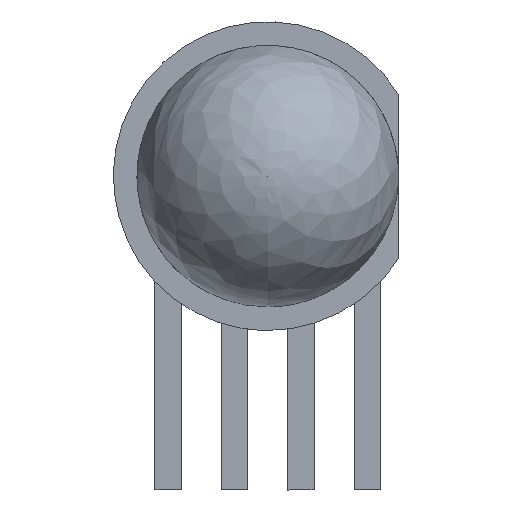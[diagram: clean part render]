
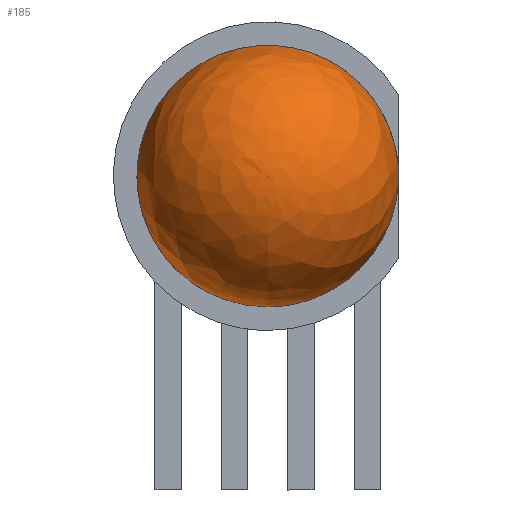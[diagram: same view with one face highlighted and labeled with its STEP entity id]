
A CAD part, front view. The second image highlights one B-rep face of the part: STEP entity #185.
In plain terms, the highlighted free-form (B-spline) face has degree [2, 2] with [9, 5] control points.
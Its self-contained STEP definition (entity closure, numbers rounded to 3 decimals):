
#25=(
BOUNDED_SURFACE()
B_SPLINE_SURFACE(2,2,((#4685,#4686,#4687,#4688,#4689),(#4690,#4691,#4692,
#4693,#4694),(#4695,#4696,#4697,#4698,#4699),(#4700,#4701,#4702,#4703,#4704),
(#4705,#4706,#4707,#4708,#4709),(#4710,#4711,#4712,#4713,#4714),(#4715,
#4716,#4717,#4718,#4719),(#4720,#4721,#4722,#4723,#4724),(#4725,#4726,#4727,
#4728,#4729)),.UNSPECIFIED.,.T.,.F.,.F.)
B_SPLINE_SURFACE_WITH_KNOTS((3,2,2,2,3),(3,2,3),(0.,3.927,7.854,
11.781,15.708),(-3.927,0.,3.927),
 .UNSPECIFIED.)
GEOMETRIC_REPRESENTATION_ITEM()
RATIONAL_B_SPLINE_SURFACE(((1.,0.707,1.,0.707,1.),
(0.707,0.5,0.707,0.5,0.707),(1.,0.707,
1.,0.707,1.),(0.707,0.5,0.707,0.5,0.707),
(1.,0.707,1.,0.707,1.),(0.707,0.5,0.707,
0.5,0.707),(1.,0.707,1.,0.707,1.),(0.707,
0.5,0.707,0.5,0.707),(1.,0.707,1.,0.707,
1.)))
REPRESENTATION_ITEM('')
SURFACE()
);
#34=(
BOUNDED_CURVE()
B_SPLINE_CURVE(2,(#4768,#4769,#4770),.UNSPECIFIED.,.F.,.F.)
B_SPLINE_CURVE_WITH_KNOTS((3,3),(0.,3.927),.UNSPECIFIED.)
CURVE()
GEOMETRIC_REPRESENTATION_ITEM()
RATIONAL_B_SPLINE_CURVE((1.,0.707,1.))
REPRESENTATION_ITEM('')
);
#42=(
BOUNDED_CURVE()
B_SPLINE_CURVE(2,(#4807,#4808,#4809,#4810,#4811,#4812,#4813,#4814,#4815,
#4816,#4817),.UNSPECIFIED.,.T.,.F.)
B_SPLINE_CURVE_WITH_KNOTS((3,2,2,2,2,3),(-15.708,-12.763,
-9.817,-6.872,-3.927,0.),.UNSPECIFIED.)
CURVE()
GEOMETRIC_REPRESENTATION_ITEM()
RATIONAL_B_SPLINE_CURVE((1.,0.831,1.,0.831,1.,0.831,
1.,0.831,1.,0.707,1.))
REPRESENTATION_ITEM('')
);
#185=ADVANCED_FACE('',(#265),#25,.T.);
#265=FACE_OUTER_BOUND('',#349,.T.);
#349=EDGE_LOOP('',(#711,#712,#713));
#711=ORIENTED_EDGE('',*,*,#924,.T.);
#712=ORIENTED_EDGE('',*,*,#924,.F.);
#713=ORIENTED_EDGE('',*,*,#935,.F.);
#924=EDGE_CURVE('',#1239,#1238,#34,.T.);
#935=EDGE_CURVE('',#1239,#1239,#42,.T.);
#1238=VERTEX_POINT('',#4736);
#1239=VERTEX_POINT('',#4737);
#4685=CARTESIAN_POINT('',(0.,-5.6,3.));
#4686=CARTESIAN_POINT('',(0.,-5.6,0.5));
#4687=CARTESIAN_POINT('',(0.,-8.1,0.5));
#4688=CARTESIAN_POINT('',(0.,-10.6,0.5));
#4689=CARTESIAN_POINT('',(0.,-10.6,3.));
#4690=CARTESIAN_POINT('',(0.,-5.6,3.));
#4691=CARTESIAN_POINT('',(2.5,-5.6,0.5));
#4692=CARTESIAN_POINT('',(2.5,-8.1,0.5));
#4693=CARTESIAN_POINT('',(2.5,-10.6,0.5));
#4694=CARTESIAN_POINT('',(0.,-10.6,3.));
#4695=CARTESIAN_POINT('',(0.,-5.6,3.));
#4696=CARTESIAN_POINT('',(2.5,-5.6,3.));
#4697=CARTESIAN_POINT('',(2.5,-8.1,3.));
#4698=CARTESIAN_POINT('',(2.5,-10.6,3.));
#4699=CARTESIAN_POINT('',(0.,-10.6,3.));
#4700=CARTESIAN_POINT('',(0.,-5.6,3.));
#4701=CARTESIAN_POINT('',(2.5,-5.6,5.5));
#4702=CARTESIAN_POINT('',(2.5,-8.1,5.5));
#4703=CARTESIAN_POINT('',(2.5,-10.6,5.5));
#4704=CARTESIAN_POINT('',(0.,-10.6,3.));
#4705=CARTESIAN_POINT('',(0.,-5.6,3.));
#4706=CARTESIAN_POINT('',(0.,-5.6,5.5));
#4707=CARTESIAN_POINT('',(0.,-8.1,5.5));
#4708=CARTESIAN_POINT('',(0.,-10.6,5.5));
#4709=CARTESIAN_POINT('',(0.,-10.6,3.));
#4710=CARTESIAN_POINT('',(0.,-5.6,3.));
#4711=CARTESIAN_POINT('',(-2.5,-5.6,5.5));
#4712=CARTESIAN_POINT('',(-2.5,-8.1,5.5));
#4713=CARTESIAN_POINT('',(-2.5,-10.6,5.5));
#4714=CARTESIAN_POINT('',(0.,-10.6,3.));
#4715=CARTESIAN_POINT('',(0.,-5.6,3.));
#4716=CARTESIAN_POINT('',(-2.5,-5.6,3.));
#4717=CARTESIAN_POINT('',(-2.5,-8.1,3.));
#4718=CARTESIAN_POINT('',(-2.5,-10.6,3.));
#4719=CARTESIAN_POINT('',(0.,-10.6,3.));
#4720=CARTESIAN_POINT('',(0.,-5.6,3.));
#4721=CARTESIAN_POINT('',(-2.5,-5.6,0.5));
#4722=CARTESIAN_POINT('',(-2.5,-8.1,0.5));
#4723=CARTESIAN_POINT('',(-2.5,-10.6,0.5));
#4724=CARTESIAN_POINT('',(0.,-10.6,3.));
#4725=CARTESIAN_POINT('',(0.,-5.6,3.));
#4726=CARTESIAN_POINT('',(0.,-5.6,0.5));
#4727=CARTESIAN_POINT('',(0.,-8.1,0.5));
#4728=CARTESIAN_POINT('',(0.,-10.6,0.5));
#4729=CARTESIAN_POINT('',(0.,-10.6,3.));
#4736=CARTESIAN_POINT('',(0.,-10.6,3.));
#4737=CARTESIAN_POINT('',(0.,-8.1,0.5));
#4768=CARTESIAN_POINT('',(0.,-8.1,0.5));
#4769=CARTESIAN_POINT('',(0.,-10.6,0.5));
#4770=CARTESIAN_POINT('',(0.,-10.6,3.));
#4807=CARTESIAN_POINT('',(0.,-8.1,0.5));
#4808=CARTESIAN_POINT('',(-1.67,-8.1,0.5));
#4809=CARTESIAN_POINT('',(-2.31,-8.1,2.043));
#4810=CARTESIAN_POINT('',(-2.949,-8.1,3.587));
#4811=CARTESIAN_POINT('',(-1.768,-8.1,4.768));
#4812=CARTESIAN_POINT('',(-0.587,-8.1,5.949));
#4813=CARTESIAN_POINT('',(0.957,-8.1,5.31));
#4814=CARTESIAN_POINT('',(2.5,-8.1,4.67));
#4815=CARTESIAN_POINT('',(2.5,-8.1,3.));
#4816=CARTESIAN_POINT('',(2.5,-8.1,0.5));
#4817=CARTESIAN_POINT('',(0.,-8.1,0.5));
